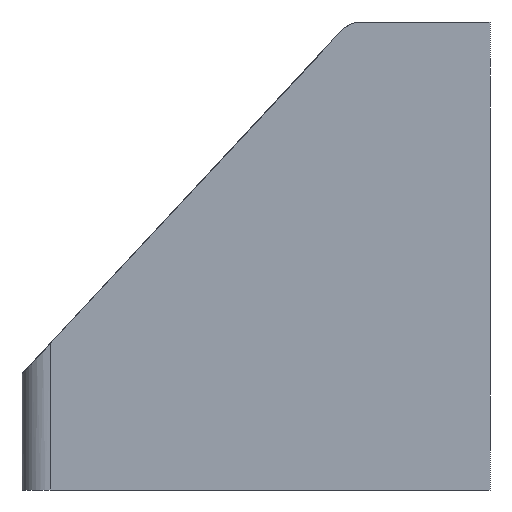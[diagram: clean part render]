
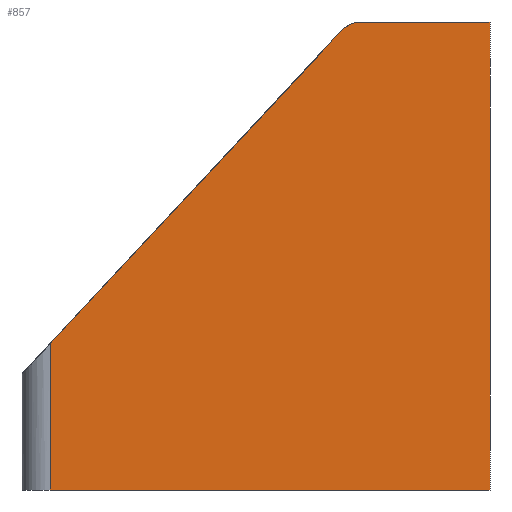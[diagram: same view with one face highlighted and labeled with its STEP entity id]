
A CAD part, left-side view. The second image highlights one B-rep face of the part: STEP entity #857.
In plain terms, the highlighted planar face has unit normal (-1, 0, 0).
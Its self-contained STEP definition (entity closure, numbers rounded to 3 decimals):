
#12 = VERTEX_POINT ( 'NONE', #118 ) ;
#20 = CARTESIAN_POINT ( 'NONE',  ( -10., 0., 25. ) ) ;
#118 = CARTESIAN_POINT ( 'NONE',  ( -10., 7.945, 24.522 ) ) ;
#140 = VECTOR ( 'NONE', #1485, 1000. ) ;
#227 = EDGE_CURVE ( 'NONE', #1419, #709, #1353, .T. ) ;
#232 = ORIENTED_EDGE ( 'NONE', *, *, #1369, .F. ) ;
#246 = CARTESIAN_POINT ( 'NONE',  ( -10., 25., 6.2 ) ) ;
#313 = VECTOR ( 'NONE', #1609, 1000. ) ;
#321 = DIRECTION ( 'NONE',  ( 0., 0., -1. ) ) ;
#357 = ORIENTED_EDGE ( 'NONE', *, *, #1023, .T. ) ;
#363 = VERTEX_POINT ( 'NONE', #1130 ) ;
#383 = VERTEX_POINT ( 'NONE', #534 ) ;
#416 = ORIENTED_EDGE ( 'NONE', *, *, #1505, .F. ) ;
#436 = DIRECTION ( 'NONE',  ( 0., 0., -1. ) ) ;
#474 = CARTESIAN_POINT ( 'NONE',  ( -10., 0., 25. ) ) ;
#486 = AXIS2_PLACEMENT_3D ( 'NONE', #601, #1261, #436 ) ;
#489 = CARTESIAN_POINT ( 'NONE',  ( -10., 0., 25. ) ) ;
#527 = CARTESIAN_POINT ( 'NONE',  ( -10., 7.5, 25. ) ) ;
#534 = CARTESIAN_POINT ( 'NONE',  ( -10., 23.5, 7.811 ) ) ;
#581 = CARTESIAN_POINT ( 'NONE',  ( -10., 0., 0. ) ) ;
#584 = FACE_OUTER_BOUND ( 'NONE', #835, .T. ) ;
#601 = CARTESIAN_POINT ( 'NONE',  ( -10., 6.847, 23.5 ) ) ;
#609 = VECTOR ( 'NONE', #707, 1000. ) ;
#623 = DIRECTION ( 'NONE',  ( 0., 1., 0. ) ) ;
#646 = ORIENTED_EDGE ( 'NONE', *, *, #1262, .T. ) ;
#653 = ORIENTED_EDGE ( 'NONE', *, *, #1612, .F. ) ;
#707 = DIRECTION ( 'NONE',  ( 0., -0.681, 0.732 ) ) ;
#709 = VERTEX_POINT ( 'NONE', #20 ) ;
#726 = DIRECTION ( 'NONE',  ( 1., 0., 0. ) ) ;
#829 = VECTOR ( 'NONE', #1601, 1000. ) ;
#835 = EDGE_LOOP ( 'NONE', ( #1520, #646, #653, #357, #416, #232 ) ) ;
#857 = ADVANCED_FACE ( 'PLANAR_12', ( #584 ), #1685, .F. ) ;
#882 = CARTESIAN_POINT ( 'NONE',  ( -10., 6.847, 25. ) ) ;
#1023 = EDGE_CURVE ( 'NONE', #383, #363, #1473, .T. ) ;
#1130 = CARTESIAN_POINT ( 'NONE',  ( -10., 23.5, 0. ) ) ;
#1193 = LINE ( 'NONE', #1752, #1673 ) ;
#1261 = DIRECTION ( 'NONE',  ( -1., 0., 0. ) ) ;
#1262 = EDGE_CURVE ( 'NONE', #1419, #12, #1495, .T. ) ;
#1323 = AXIS2_PLACEMENT_3D ( 'NONE', #474, #726, #321 ) ;
#1353 = LINE ( 'NONE', #527, #140 ) ;
#1369 = EDGE_CURVE ( 'NONE', #709, #1651, #1413, .T. ) ;
#1381 = LINE ( 'NONE', #246, #609 ) ;
#1413 = LINE ( 'NONE', #489, #313 ) ;
#1419 = VERTEX_POINT ( 'NONE', #882 ) ;
#1456 = CARTESIAN_POINT ( 'NONE',  ( -10., 23.5, 10. ) ) ;
#1473 = LINE ( 'NONE', #1456, #829 ) ;
#1485 = DIRECTION ( 'NONE',  ( 0., -1., 0. ) ) ;
#1495 = CIRCLE ( 'NONE', #486, 1.5 ) ;
#1505 = EDGE_CURVE ( 'NONE', #1651, #363, #1193, .T. ) ;
#1520 = ORIENTED_EDGE ( 'NONE', *, *, #227, .F. ) ;
#1601 = DIRECTION ( 'NONE',  ( 0., 0., -1. ) ) ;
#1609 = DIRECTION ( 'NONE',  ( 0., 0., -1. ) ) ;
#1612 = EDGE_CURVE ( 'NONE', #383, #12, #1381, .T. ) ;
#1651 = VERTEX_POINT ( 'NONE', #581 ) ;
#1673 = VECTOR ( 'NONE', #623, 1000. ) ;
#1685 = PLANE ( 'NONE',  #1323 ) ;
#1752 = CARTESIAN_POINT ( 'NONE',  ( -10., 0., 0. ) ) ;
